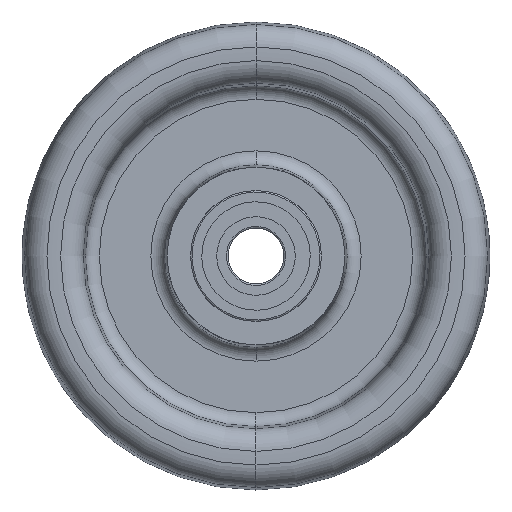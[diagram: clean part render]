
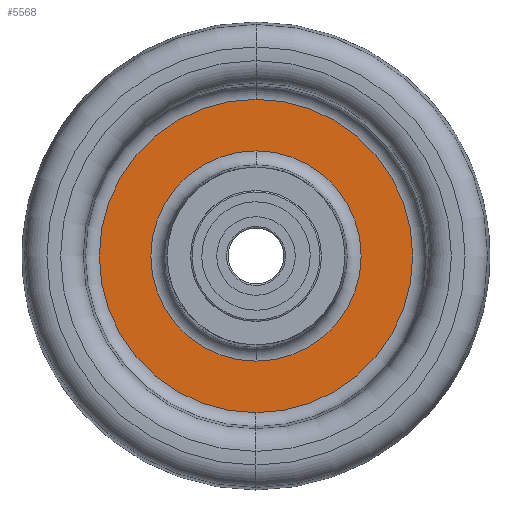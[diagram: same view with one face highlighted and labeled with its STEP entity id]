
A CAD part, left-side view. The second image highlights one B-rep face of the part: STEP entity #5568.
In plain terms, the highlighted planar face has unit normal (-1, 0, 0).
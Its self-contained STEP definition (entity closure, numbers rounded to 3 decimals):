
#277 = CIRCLE ( 'NONE', #3675, 33.516 ) ;
#704 = ORIENTED_EDGE ( 'NONE', *, *, #3494, .T. ) ;
#706 = AXIS2_PLACEMENT_3D ( 'NONE', #1687, #2205, #1655 ) ;
#713 = ORIENTED_EDGE ( 'NONE', *, *, #1260, .T. ) ;
#808 = CARTESIAN_POINT ( 'NONE',  ( -5., 0., -33.516 ) ) ;
#812 = CARTESIAN_POINT ( 'NONE',  ( -5., 0., 0. ) ) ;
#983 = CARTESIAN_POINT ( 'NONE',  ( -5., 0., 22.497 ) ) ;
#1065 = CIRCLE ( 'NONE', #5972, 22.497 ) ;
#1081 = EDGE_CURVE ( 'NONE', #4669, #2822, #2137, .T. ) ;
#1168 = DIRECTION ( 'NONE',  ( 0., 0., 1. ) ) ;
#1260 = EDGE_CURVE ( 'NONE', #1302, #4126, #277, .T. ) ;
#1302 = VERTEX_POINT ( 'NONE', #808 ) ;
#1328 = EDGE_CURVE ( 'NONE', #2822, #4669, #1065, .T. ) ;
#1655 = DIRECTION ( 'NONE',  ( 0., 0., 1. ) ) ;
#1687 = CARTESIAN_POINT ( 'NONE',  ( -5., 0., 0. ) ) ;
#2062 = DIRECTION ( 'NONE',  ( -1., 0., 0. ) ) ;
#2137 = CIRCLE ( 'NONE', #2833, 22.497 ) ;
#2159 = DIRECTION ( 'NONE',  ( 0., 0., 1. ) ) ;
#2205 = DIRECTION ( 'NONE',  ( -1., 0., 0. ) ) ;
#2675 = DIRECTION ( 'NONE',  ( -1., 0., 0. ) ) ;
#2680 = DIRECTION ( 'NONE',  ( -1., 0., 0. ) ) ;
#2773 = EDGE_LOOP ( 'NONE', ( #704, #713 ) ) ;
#2809 = CARTESIAN_POINT ( 'NONE',  ( -5., 0., -22.497 ) ) ;
#2822 = VERTEX_POINT ( 'NONE', #983 ) ;
#2833 = AXIS2_PLACEMENT_3D ( 'NONE', #812, #2680, #2159 ) ;
#2997 = EDGE_LOOP ( 'NONE', ( #3862, #5598 ) ) ;
#3320 = CIRCLE ( 'NONE', #706, 33.516 ) ;
#3384 = CARTESIAN_POINT ( 'NONE',  ( -5., 0., 0. ) ) ;
#3476 = AXIS2_PLACEMENT_3D ( 'NONE', #3558, #5094, #5931 ) ;
#3494 = EDGE_CURVE ( 'NONE', #4126, #1302, #3320, .T. ) ;
#3558 = CARTESIAN_POINT ( 'NONE',  ( -5., 22.497, 0. ) ) ;
#3620 = CARTESIAN_POINT ( 'NONE',  ( -5., 0., 0. ) ) ;
#3675 = AXIS2_PLACEMENT_3D ( 'NONE', #3384, #2062, #1168 ) ;
#3862 = ORIENTED_EDGE ( 'NONE', *, *, #1328, .F. ) ;
#4126 = VERTEX_POINT ( 'NONE', #6094 ) ;
#4669 = VERTEX_POINT ( 'NONE', #2809 ) ;
#5094 = DIRECTION ( 'NONE',  ( -1., 0., 0. ) ) ;
#5438 = DIRECTION ( 'NONE',  ( 0., 0., 1. ) ) ;
#5562 = PLANE ( 'NONE',  #3476 ) ;
#5568 = ADVANCED_FACE ( 'NONE', ( #6069, #5664 ), #5562, .T. ) ;
#5598 = ORIENTED_EDGE ( 'NONE', *, *, #1081, .F. ) ;
#5664 = FACE_BOUND ( 'NONE', #2997, .T. ) ;
#5931 = DIRECTION ( 'NONE',  ( 0., 0., 1. ) ) ;
#5972 = AXIS2_PLACEMENT_3D ( 'NONE', #3620, #2675, #5438 ) ;
#6069 = FACE_OUTER_BOUND ( 'NONE', #2773, .T. ) ;
#6094 = CARTESIAN_POINT ( 'NONE',  ( -5., 0., 33.516 ) ) ;
